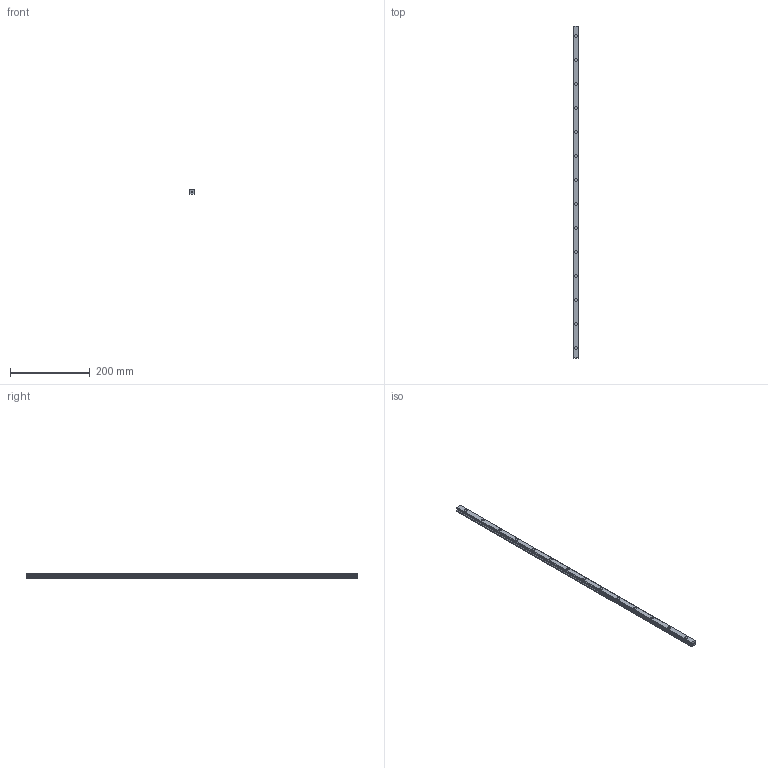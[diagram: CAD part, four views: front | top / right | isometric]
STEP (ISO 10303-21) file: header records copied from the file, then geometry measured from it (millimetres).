
FILE_DESCRIPTION(('STEP AP214'),'1');
FILE_NAME('cctmp_651AED6B-1773-4FB4-8410-3254AF6B6531_2021_02_03_10_58_16_0129..stp','2021-02-03T09:58:16',('HIWIN GmbH'),('CADClick - www.CADClick.com'),'Spatial InterOp 3D',' ','unknown authorization');
FILE_SCHEMA(('AUTOMOTIVE_DESIGN'));
Length unit declared in the file: millimetre
Products named in the file (1): EGR15U830C_FILE
Bounding box: 15 x 830 x 12.5 mm (x, y, z)
Volume: 132166.1 mm3; surface area: 50825.1 mm2
Topology: 1 solids, 1 shells, 243 faces, 627 edges, 418 vertices
Faces by surface type: plane 141, cylinder 102
Entity records: 9469 total; most frequent: DIRECTION 1375, CARTESIAN_POINT 1289, ORIENTED_EDGE 1254, EDGE_CURVE 627, AXIS2_PLACEMENT_3D 504, VERTEX_POINT 418, LINE 367, VECTOR 367
